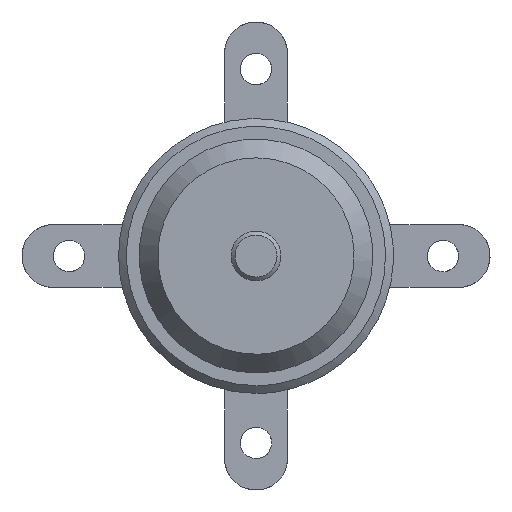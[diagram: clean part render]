
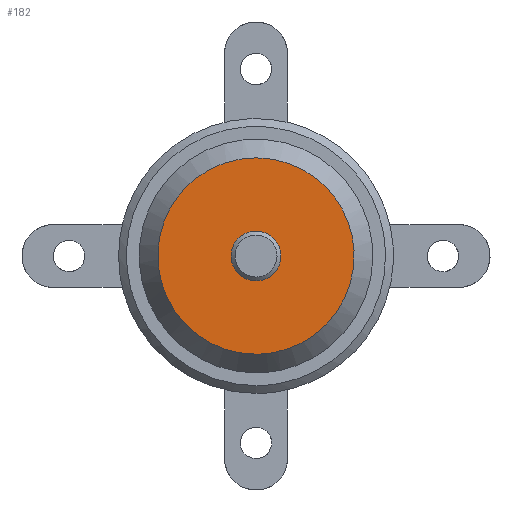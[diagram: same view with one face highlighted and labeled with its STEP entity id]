
A CAD part, front view. The second image highlights one B-rep face of the part: STEP entity #182.
In plain terms, the highlighted free-form (B-spline) face has degree [1, 1] with [2, 2] control points.
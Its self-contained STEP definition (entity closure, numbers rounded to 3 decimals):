
#134 = EDGE_CURVE('',#135,#135,#137,.T.);
#135 = VERTEX_POINT('',#136);
#136 = CARTESIAN_POINT('',(0.,0.,
    -3.123));
#137 = ( BOUNDED_CURVE() B_SPLINE_CURVE(2,(#138,#139,#140,#141,#142,#143
,#144),.UNSPECIFIED.,.T.,.F.) B_SPLINE_CURVE_WITH_KNOTS((3,2,2,3),(
    1.571,3.665,5.76,7.854),
.PIECEWISE_BEZIER_KNOTS.) CURVE() GEOMETRIC_REPRESENTATION_ITEM() 
RATIONAL_B_SPLINE_CURVE((1.,0.5,1.,0.5,1.,0.5,1.)) REPRESENTATION_ITEM(
  '') );
#138 = CARTESIAN_POINT('',(0.,0.,-3.123));
#139 = CARTESIAN_POINT('',(-5.41,0.,-3.123));
#140 = CARTESIAN_POINT('',(-2.705,0.,1.562));
#141 = CARTESIAN_POINT('',(0.,0.,6.247));
#142 = CARTESIAN_POINT('',(2.705,0.,1.562));
#143 = CARTESIAN_POINT('',(5.41,0.,-3.123));
#144 = CARTESIAN_POINT('',(0.,0.,-3.123));
#182 = ADVANCED_FACE('',(#183,#197),#200,.T.);
#183 = FACE_BOUND('',#184,.T.);
#184 = EDGE_LOOP('',(#185));
#185 = ORIENTED_EDGE('',*,*,#186,.F.);
#186 = EDGE_CURVE('',#187,#187,#189,.T.);
#187 = VERTEX_POINT('',#188);
#188 = CARTESIAN_POINT('',(0.,0.,-12.297));
#189 = ( BOUNDED_CURVE() B_SPLINE_CURVE(2,(#190,#191,#192,#193,#194,#195
,#196),.UNSPECIFIED.,.T.,.F.) B_SPLINE_CURVE_WITH_KNOTS((3,2,2,3),(
    1.571,3.665,5.76,7.854),
.PIECEWISE_BEZIER_KNOTS.) CURVE() GEOMETRIC_REPRESENTATION_ITEM() 
RATIONAL_B_SPLINE_CURVE((1.,0.5,1.,0.5,1.,0.5,1.)) REPRESENTATION_ITEM(
  '') );
#190 = CARTESIAN_POINT('',(0.,0.,-12.297));
#191 = CARTESIAN_POINT('',(-21.298,0.,-12.297));
#192 = CARTESIAN_POINT('',(-10.649,0.,6.148));
#193 = CARTESIAN_POINT('',(0.,0.,24.593));
#194 = CARTESIAN_POINT('',(10.649,0.,6.148));
#195 = CARTESIAN_POINT('',(21.298,0.,-12.297));
#196 = CARTESIAN_POINT('',(0.,0.,-12.297));
#197 = FACE_BOUND('',#198,.T.);
#198 = EDGE_LOOP('',(#199));
#199 = ORIENTED_EDGE('',*,*,#134,.T.);
#200 = B_SPLINE_SURFACE_WITH_KNOTS('',1,1,(
    (#201,#202)
    ,(#203,#204
    )),.UNSPECIFIED.,.F.,.F.,.F.,(2,2),(2,2),(0.,25.),(-12.5,12.5),
  .PIECEWISE_BEZIER_KNOTS.);
#201 = CARTESIAN_POINT('',(-12.297,0.,12.297));
#202 = CARTESIAN_POINT('',(12.297,0.,12.297));
#203 = CARTESIAN_POINT('',(-12.297,0.,-12.297));
#204 = CARTESIAN_POINT('',(12.297,0.,-12.297));
